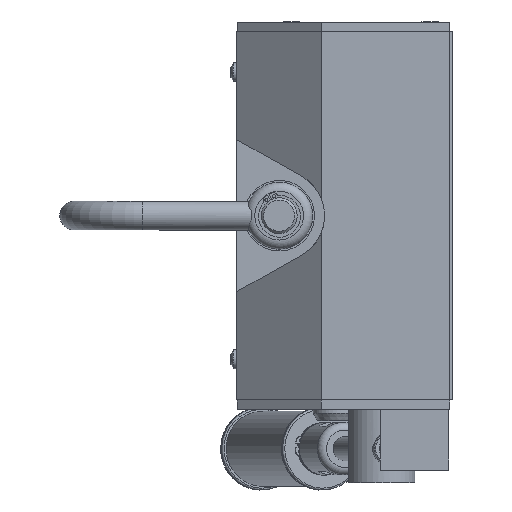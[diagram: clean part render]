
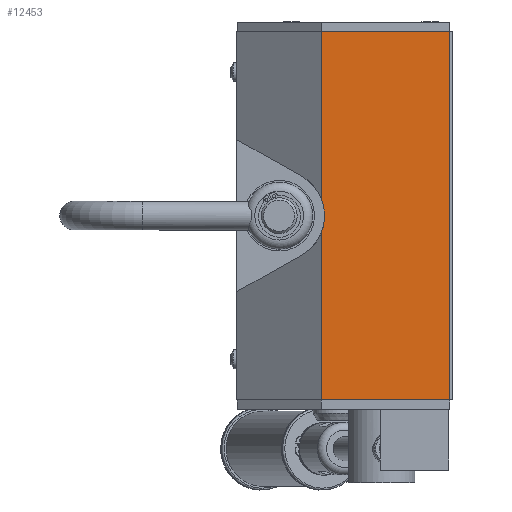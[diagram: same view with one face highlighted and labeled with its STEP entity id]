
A CAD part, left-side view. The second image highlights one B-rep face of the part: STEP entity #12453.
In plain terms, the highlighted planar face has unit normal (-1, 0, 0).
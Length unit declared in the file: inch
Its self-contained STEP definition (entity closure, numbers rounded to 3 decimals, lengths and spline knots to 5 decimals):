
#26 = AXIS2_PLACEMENT_3D ( 'NONE', #16427, #16453, #16451 ) ;
#4010 = CARTESIAN_POINT ( 'NONE',  ( -1.81102, -1.16535, -3.0315 ) ) ;
#4059 = DIRECTION ( 'NONE',  ( 0., 1., 0. ) ) ;
#5322 = CARTESIAN_POINT ( 'NONE',  ( -1.81102, 0.98819, 0.28182 ) ) ;
#5565 = PLANE ( 'NONE',  #11347 ) ;
#5582 = CARTESIAN_POINT ( 'NONE',  ( -1.81102, -1.16535, -3.09055 ) ) ;
#5584 = DIRECTION ( 'NONE',  ( 1., 0., 0. ) ) ;
#6233 = DIRECTION ( 'NONE',  ( 0., 0., -1. ) ) ;
#6506 = CARTESIAN_POINT ( 'NONE',  ( -1.81102, -1.12598, -3.0315 ) ) ;
#6785 = EDGE_LOOP ( 'NONE', ( #7665, #7641, #7855, #7653, #7658, #7657 ) ) ;
#7288 = FACE_OUTER_BOUND ( 'NONE', #6785, .T. ) ;
#7641 = ORIENTED_EDGE ( 'NONE', *, *, #26623, .F. ) ;
#7653 = ORIENTED_EDGE ( 'NONE', *, *, #26502, .F. ) ;
#7657 = ORIENTED_EDGE ( 'NONE', *, *, #26713, .T. ) ;
#7658 = ORIENTED_EDGE ( 'NONE', *, *, #27211, .F. ) ;
#7665 = ORIENTED_EDGE ( 'NONE', *, *, #26803, .T. ) ;
#7816 = CARTESIAN_POINT ( 'NONE',  ( -1.81102, 0.98819, 3.0315 ) ) ;
#7855 = ORIENTED_EDGE ( 'NONE', *, *, #26856, .F. ) ;
#8037 = CARTESIAN_POINT ( 'NONE',  ( -1.81102, -1.12598, 3.0315 ) ) ;
#10229 = DIRECTION ( 'NONE',  ( 0., 1., 0. ) ) ;
#10290 = CARTESIAN_POINT ( 'NONE',  ( -1.81102, -1.16535, 3.0315 ) ) ;
#11347 = AXIS2_PLACEMENT_3D ( 'NONE', #5582, #5584, #6233 ) ;
#12453 = ADVANCED_FACE ( 'NONE', ( #7288 ), #5565, .F. ) ;
#16427 = CARTESIAN_POINT ( 'NONE',  ( -1.81102, 1.6811, 0. ) ) ;
#16451 = DIRECTION ( 'NONE',  ( 0., 0., 1. ) ) ;
#16453 = DIRECTION ( 'NONE',  ( -1., 0., 0. ) ) ;
#17009 = VECTOR ( 'NONE', #25005, 39.37008 ) ;
#17154 = VECTOR ( 'NONE', #17975, 39.37008 ) ;
#17202 = LINE ( 'NONE', #25481, #17009 ) ;
#17236 = LINE ( 'NONE', #10290, #17325 ) ;
#17320 = LINE ( 'NONE', #18019, #17639 ) ;
#17325 = VECTOR ( 'NONE', #10229, 39.37008 ) ;
#17389 = CIRCLE ( 'NONE', #26, 0.74803 ) ;
#17464 = CARTESIAN_POINT ( 'NONE',  ( -1.81102, 0.98819, -3.0315 ) ) ;
#17470 = LINE ( 'NONE', #17668, #17154 ) ;
#17606 = CARTESIAN_POINT ( 'NONE',  ( -1.81102, 0.98819, -0.28182 ) ) ;
#17639 = VECTOR ( 'NONE', #17782, 39.37008 ) ;
#17668 = CARTESIAN_POINT ( 'NONE',  ( -1.81102, 0.98819, -19.97888 ) ) ;
#17782 = DIRECTION ( 'NONE',  ( 0., 0., 1. ) ) ;
#17975 = DIRECTION ( 'NONE',  ( 0., 0., 1. ) ) ;
#18019 = CARTESIAN_POINT ( 'NONE',  ( -1.81102, 0.98819, -19.97888 ) ) ;
#19305 = LINE ( 'NONE', #4010, #19327 ) ;
#19327 = VECTOR ( 'NONE', #4059, 39.37008 ) ;
#19883 = VERTEX_POINT ( 'NONE', #5322 ) ;
#19912 = VERTEX_POINT ( 'NONE', #6506 ) ;
#20105 = VERTEX_POINT ( 'NONE', #7816 ) ;
#20130 = VERTEX_POINT ( 'NONE', #8037 ) ;
#24181 = VERTEX_POINT ( 'NONE', #17464 ) ;
#24228 = VERTEX_POINT ( 'NONE', #17606 ) ;
#25005 = DIRECTION ( 'NONE',  ( 0., 0., 1. ) ) ;
#25481 = CARTESIAN_POINT ( 'NONE',  ( -1.81102, -1.12598, -3.09055 ) ) ;
#26502 = EDGE_CURVE ( 'NONE', #24181, #24228, #17320, .T. ) ;
#26623 = EDGE_CURVE ( 'NONE', #19883, #20105, #17470, .T. ) ;
#26713 = EDGE_CURVE ( 'NONE', #19912, #20130, #17202, .T. ) ;
#26803 = EDGE_CURVE ( 'NONE', #20130, #20105, #17236, .T. ) ;
#26856 = EDGE_CURVE ( 'NONE', #24228, #19883, #17389, .T. ) ;
#27211 = EDGE_CURVE ( 'NONE', #19912, #24181, #19305, .T. ) ;
